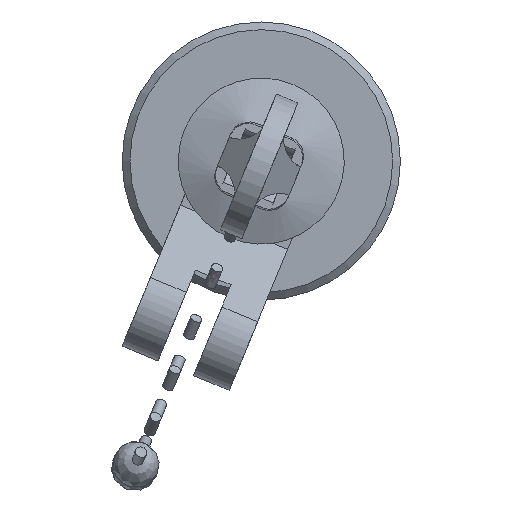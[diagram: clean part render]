
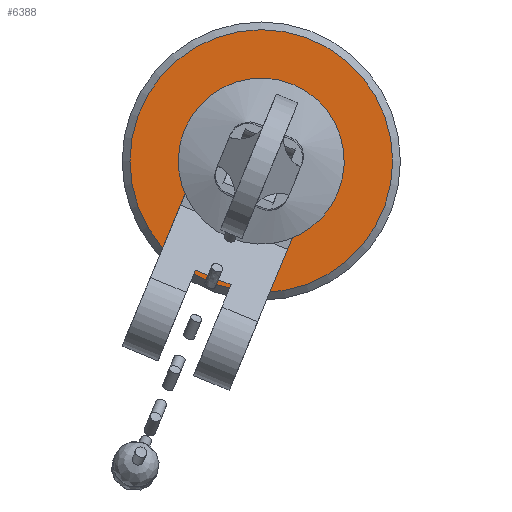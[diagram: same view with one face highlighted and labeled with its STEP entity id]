
A CAD part, left-side view. The second image highlights one B-rep face of the part: STEP entity #6388.
In plain terms, the highlighted planar face has unit normal (-1, 0, 0).
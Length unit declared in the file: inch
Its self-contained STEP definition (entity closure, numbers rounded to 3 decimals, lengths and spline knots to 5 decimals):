
#276 = AXIS2_PLACEMENT_3D ( 'NONE', #350, #6551, #904 ) ;
#350 = CARTESIAN_POINT ( 'NONE',  ( -0.96068, 0.12303, 0. ) ) ;
#802 = CIRCLE ( 'NONE', #4416, 0.17 ) ;
#821 = PLANE ( 'NONE',  #276 ) ;
#904 = DIRECTION ( 'NONE',  ( 0., 0., 1. ) ) ;
#1316 = ORIENTED_EDGE ( 'NONE', *, *, #5548, .F. ) ;
#1323 = FACE_OUTER_BOUND ( 'NONE', #6182, .T. ) ;
#1387 = CARTESIAN_POINT ( 'NONE',  ( -0.96068, 0.05657, 0.02337 ) ) ;
#1467 = DIRECTION ( 'NONE',  ( 0., 0., 1. ) ) ;
#1726 = EDGE_LOOP ( 'NONE', ( #1316 ) ) ;
#2386 = FACE_BOUND ( 'NONE', #1726, .T. ) ;
#2392 = CARTESIAN_POINT ( 'NONE',  ( -0.96068, 0., 0. ) ) ;
#2395 = CIRCLE ( 'NONE', #4540, 0.0612 ) ;
#2586 = DIRECTION ( 'NONE',  ( -1., 0., 0. ) ) ;
#3101 = ORIENTED_EDGE ( 'NONE', *, *, #5781, .T. ) ;
#3180 = VERTEX_POINT ( 'NONE', #7160 ) ;
#4416 = AXIS2_PLACEMENT_3D ( 'NONE', #2392, #2586, #1467 ) ;
#4540 = AXIS2_PLACEMENT_3D ( 'NONE', #6103, #6074, #7207 ) ;
#4653 = VERTEX_POINT ( 'NONE', #1387 ) ;
#5548 = EDGE_CURVE ( 'NONE', #4653, #4653, #2395, .T. ) ;
#5781 = EDGE_CURVE ( 'NONE', #3180, #3180, #802, .T. ) ;
#6074 = DIRECTION ( 'NONE',  ( -1., 0., 0. ) ) ;
#6103 = CARTESIAN_POINT ( 'NONE',  ( -0.96068, 0., 0. ) ) ;
#6182 = EDGE_LOOP ( 'NONE', ( #3101 ) ) ;
#6388 = ADVANCED_FACE ( 'NONE', ( #2386, #1323 ), #821, .T. ) ;
#6551 = DIRECTION ( 'NONE',  ( -1., 0., 0. ) ) ;
#7160 = CARTESIAN_POINT ( 'NONE',  ( -0.96068, 0., 0.17 ) ) ;
#7207 = DIRECTION ( 'NONE',  ( 0., 0.924, 0.382 ) ) ;
